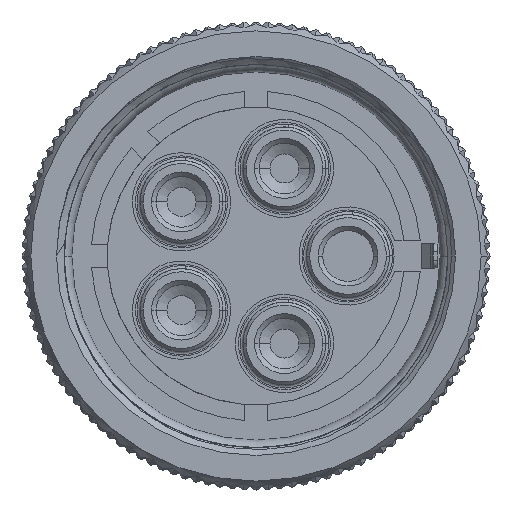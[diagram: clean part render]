
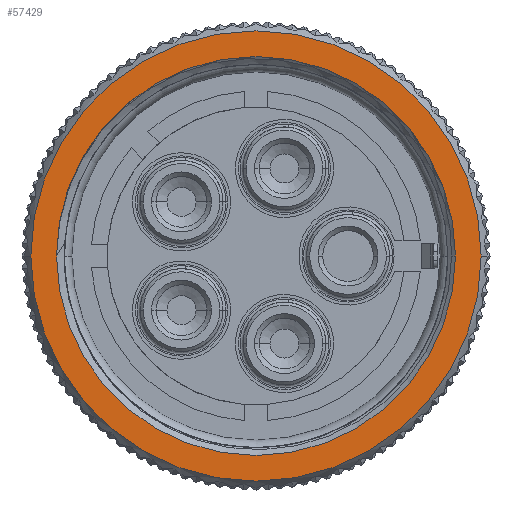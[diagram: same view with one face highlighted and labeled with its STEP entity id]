
A CAD part, left-side view. The second image highlights one B-rep face of the part: STEP entity #57429.
In plain terms, the highlighted planar face has unit normal (-1, 0, 0).
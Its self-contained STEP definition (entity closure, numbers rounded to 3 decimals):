
#76=CARTESIAN_POINT('',(0.,0.,0.));
#77=DIRECTION('',(1.,0.,0.));
#78=DIRECTION('',(0.,1.,0.));
#79=AXIS2_PLACEMENT_3D('',#76,#77,#78);
#349=CARTESIAN_POINT('',(0.,0.,0.));
#350=DIRECTION('',(-1.,0.,0.));
#351=DIRECTION('',(0.,1.,0.));
#352=AXIS2_PLACEMENT_3D('',#349,#350,#351);
#418=CARTESIAN_POINT('',(0.,0.,0.));
#419=DIRECTION('',(-1.,0.,0.));
#420=DIRECTION('',(0.,1.,0.));
#421=AXIS2_PLACEMENT_3D('',#418,#419,#420);
#423=CARTESIAN_POINT('',(0.,0.,0.));
#424=DIRECTION('',(1.,0.,0.));
#425=DIRECTION('',(0.,1.,0.));
#426=AXIS2_PLACEMENT_3D('',#423,#424,#425);
#52019=CARTESIAN_POINT('',(0.,14.673,0.));
#52020=CARTESIAN_POINT('',(0.,-14.673,0.));
#52021=VERTEX_POINT('',#52019);
#52022=VERTEX_POINT('',#52020);
#52023=CARTESIAN_POINT('',(0.,13.,0.));
#52024=CARTESIAN_POINT('',(0.,-13.,0.));
#52025=VERTEX_POINT('',#52023);
#52026=VERTEX_POINT('',#52024);
#57414=CARTESIAN_POINT('',(0.,0.,0.));
#57415=DIRECTION('',(1.,0.,0.));
#57416=DIRECTION('',(0.,-1.,0.));
#57417=AXIS2_PLACEMENT_3D('',#57414,#57415,#57416);
#57418=PLANE('278',#57417);
#57420=ORIENTED_EDGE('4640',*,*,#57419,.F.);
#57422=ORIENTED_EDGE('4622',*,*,#57421,.T.);
#57423=EDGE_LOOP('278',(#57420,#57422));
#57424=FACE_OUTER_BOUND('278',#57423,.F.);
#57425=ORIENTED_EDGE('4696',*,*,#57083,.F.);
#57426=ORIENTED_EDGE('4623',*,*,#57396,.T.);
#57427=EDGE_LOOP('278',(#57425,#57426));
#57428=FACE_BOUND('278',#57427,.F.);
#80=CIRCLE('4696',#79,13.);
#353=CIRCLE('4623',#352,13.);
#422=CIRCLE('4640',#421,14.673);
#427=CIRCLE('4622',#426,14.673);
#57083=EDGE_CURVE('4696',#52025,#52026,#80,.T.);
#57396=EDGE_CURVE('4623',#52025,#52026,#353,.T.);
#57419=EDGE_CURVE('4640',#52021,#52022,#422,.T.);
#57421=EDGE_CURVE('4622',#52021,#52022,#427,.T.);
#57429=ADVANCED_FACE('278',(#57424,#57428),#57418,.F.);
